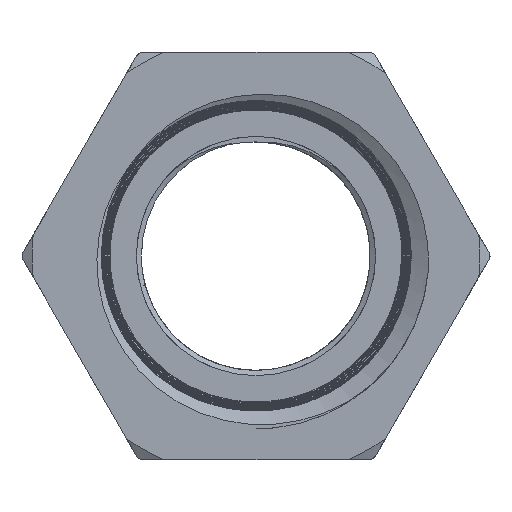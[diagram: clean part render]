
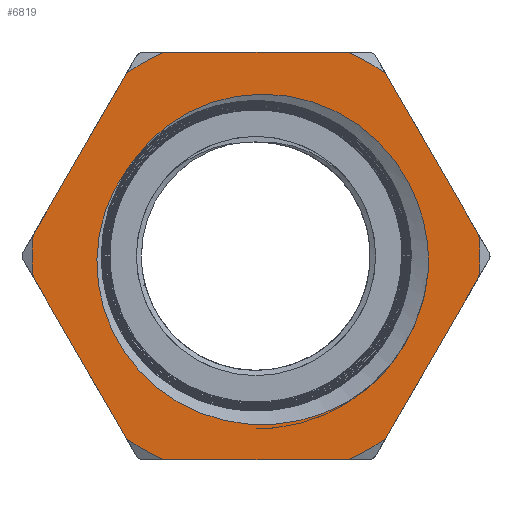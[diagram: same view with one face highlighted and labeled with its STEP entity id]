
A CAD part, left-side view. The second image highlights one B-rep face of the part: STEP entity #6819.
In plain terms, the highlighted planar face has unit normal (-1, 0, 0).
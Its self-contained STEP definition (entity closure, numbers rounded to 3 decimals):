
#659=CARTESIAN_POINT('',(-27.5,0.,0.));
#660=DIRECTION('',(-1.,0.,0.));
#661=DIRECTION('',(0.,-0.996,-0.093));
#662=AXIS2_PLACEMENT_3D('',#659,#660,#661);
#688=CARTESIAN_POINT('',(-27.5,0.,0.));
#689=DIRECTION('',(-1.,0.,0.));
#690=DIRECTION('',(0.,0.996,0.093));
#691=AXIS2_PLACEMENT_3D('',#688,#689,#690);
#811=DIRECTION('',(0.,0.5,-0.866));
#812=VECTOR('',#811,14.59);
#813=CARTESIAN_POINT('',(-27.5,10.122,14.268));
#814=LINE('',#813,#812);
#815=CARTESIAN_POINT('',(-27.5,0.,0.));
#816=DIRECTION('',(1.,0.,0.));
#817=DIRECTION('',(0.,0.579,0.816));
#818=AXIS2_PLACEMENT_3D('',#815,#816,#817);
#820=DIRECTION('',(0.,1.,0.));
#821=VECTOR('',#820,14.59);
#822=CARTESIAN_POINT('',(-27.5,-7.295,15.9));
#823=LINE('',#822,#821);
#824=CARTESIAN_POINT('',(-27.5,0.,0.));
#825=DIRECTION('',(1.,0.,0.));
#826=DIRECTION('',(0.,-0.417,0.909));
#827=AXIS2_PLACEMENT_3D('',#824,#825,#826);
#829=DIRECTION('',(0.,0.5,0.866));
#830=VECTOR('',#829,14.59);
#831=CARTESIAN_POINT('',(-27.5,-17.417,1.632));
#832=LINE('',#831,#830);
#833=DIRECTION('',(0.,-0.5,0.866));
#834=VECTOR('',#833,14.59);
#835=CARTESIAN_POINT('',(-27.5,-10.122,-14.268));
#836=LINE('',#835,#834);
#837=CARTESIAN_POINT('',(-27.5,0.,0.));
#838=DIRECTION('',(1.,0.,0.));
#839=DIRECTION('',(0.,-0.579,-0.816));
#840=AXIS2_PLACEMENT_3D('',#837,#838,#839);
#842=DIRECTION('',(0.,-1.,0.));
#843=VECTOR('',#842,14.59);
#844=CARTESIAN_POINT('',(-27.5,7.295,-15.9));
#845=LINE('',#844,#843);
#846=CARTESIAN_POINT('',(-27.5,0.,0.));
#847=DIRECTION('',(1.,0.,0.));
#848=DIRECTION('',(0.,0.417,-0.909));
#849=AXIS2_PLACEMENT_3D('',#846,#847,#848);
#851=DIRECTION('',(0.,-0.5,-0.866));
#852=VECTOR('',#851,14.59);
#853=CARTESIAN_POINT('',(-27.5,17.417,-1.632));
#854=LINE('',#853,#852);
#855=CARTESIAN_POINT('',(-27.5,9.629,7.401));
#856=CARTESIAN_POINT('',(-27.5,9.246,7.947));
#857=CARTESIAN_POINT('',(-27.5,8.401,8.965));
#858=CARTESIAN_POINT('',(-27.5,6.869,10.293));
#859=CARTESIAN_POINT('',(-27.5,5.143,11.35));
#860=CARTESIAN_POINT('',(-27.5,3.261,12.118));
#861=CARTESIAN_POINT('',(-27.5,1.254,12.573));
#862=CARTESIAN_POINT('',(-27.5,-0.789,12.698));
#863=CARTESIAN_POINT('',(-27.5,-2.865,12.485));
#864=CARTESIAN_POINT('',(-27.5,-4.854,11.946));
#865=CARTESIAN_POINT('',(-27.5,-6.757,11.085));
#866=CARTESIAN_POINT('',(-27.5,-8.508,9.921));
#867=CARTESIAN_POINT('',(-27.5,-10.082,8.455));
#868=CARTESIAN_POINT('',(-27.5,-11.367,6.781));
#869=CARTESIAN_POINT('',(-27.5,-12.277,5.118));
#870=CARTESIAN_POINT('',(-27.5,-12.891,3.519));
#871=CARTESIAN_POINT('',(-27.5,-13.278,1.972));
#872=CARTESIAN_POINT('',(-27.5,-13.478,0.424));
#873=CARTESIAN_POINT('',(-27.5,-13.492,-0.622));
#874=CARTESIAN_POINT('',(-27.5,-13.468,-1.148));
#876=CARTESIAN_POINT('',(-27.5,0.,0.));
#877=DIRECTION('',(1.,0.,0.));
#878=DIRECTION('',(0.,0.834,0.551));
#879=AXIS2_PLACEMENT_3D('',#876,#877,#878);
#881=CARTESIAN_POINT('',(-27.5,-8.804,-10.257));
#882=CARTESIAN_POINT('',(-27.5,-8.245,-10.703));
#883=CARTESIAN_POINT('',(-27.5,-7.074,-11.494));
#884=CARTESIAN_POINT('',(-27.5,-5.164,-12.389));
#885=CARTESIAN_POINT('',(-27.5,-3.129,-12.974));
#886=CARTESIAN_POINT('',(-27.5,-1.049,-13.228));
#887=CARTESIAN_POINT('',(-27.5,1.039,-13.154));
#888=CARTESIAN_POINT('',(-27.5,3.087,-12.75));
#889=CARTESIAN_POINT('',(-27.5,5.021,-12.037));
#890=CARTESIAN_POINT('',(-27.5,6.83,-11.021));
#891=CARTESIAN_POINT('',(-27.5,8.431,-9.75));
#892=CARTESIAN_POINT('',(-27.5,9.815,-8.237));
#893=CARTESIAN_POINT('',(-27.5,10.933,-6.534));
#894=CARTESIAN_POINT('',(-27.5,11.759,-4.691));
#895=CARTESIAN_POINT('',(-27.5,12.283,-2.732));
#896=CARTESIAN_POINT('',(-27.5,12.484,-0.746));
#897=CARTESIAN_POINT('',(-27.5,12.365,1.259));
#898=CARTESIAN_POINT('',(-27.5,11.932,3.194));
#899=CARTESIAN_POINT('',(-27.5,11.194,5.037));
#900=CARTESIAN_POINT('',(-27.5,10.519,6.157));
#901=CARTESIAN_POINT('',(-27.5,10.134,6.693));
#903=CARTESIAN_POINT('',(-27.5,-13.468,-1.148));
#904=CARTESIAN_POINT('',(-27.5,-13.408,-1.852));
#905=CARTESIAN_POINT('',(-27.5,-13.181,-3.231));
#906=CARTESIAN_POINT('',(-27.5,-12.524,-5.228));
#907=CARTESIAN_POINT('',(-27.5,-11.562,-7.107));
#908=CARTESIAN_POINT('',(-27.5,-10.323,-8.81));
#909=CARTESIAN_POINT('',(-27.5,-9.339,-9.798));
#910=CARTESIAN_POINT('',(-27.5,-8.804,-10.257));
#5857=VERTEX_POINT('',#855);
#5858=VERTEX_POINT('',#874);
#5859=VERTEX_POINT('',#910);
#5860=VERTEX_POINT('',#901);
#5949=CARTESIAN_POINT('',(-27.5,10.122,14.268));
#5950=CARTESIAN_POINT('',(-27.5,7.295,15.9));
#5951=VERTEX_POINT('',#5949);
#5952=VERTEX_POINT('',#5950);
#5953=CARTESIAN_POINT('',(-27.5,-7.295,15.9));
#5954=CARTESIAN_POINT('',(-27.5,-10.122,14.268));
#5955=VERTEX_POINT('',#5953);
#5956=VERTEX_POINT('',#5954);
#5957=CARTESIAN_POINT('',(-27.5,-10.122,-14.268));
#5958=CARTESIAN_POINT('',(-27.5,-7.295,-15.9));
#5959=VERTEX_POINT('',#5957);
#5960=VERTEX_POINT('',#5958);
#5961=CARTESIAN_POINT('',(-27.5,7.295,-15.9));
#5962=CARTESIAN_POINT('',(-27.5,10.122,-14.268));
#5963=VERTEX_POINT('',#5961);
#5964=VERTEX_POINT('',#5962);
#5973=CARTESIAN_POINT('',(-27.5,-17.417,-1.632));
#5974=VERTEX_POINT('',#5973);
#5975=CARTESIAN_POINT('',(-27.5,-17.417,1.632));
#5976=VERTEX_POINT('',#5975);
#5977=CARTESIAN_POINT('',(-27.5,17.417,1.632));
#5978=VERTEX_POINT('',#5977);
#5979=CARTESIAN_POINT('',(-27.5,17.417,-1.632));
#5980=VERTEX_POINT('',#5979);
#6790=CARTESIAN_POINT('',(-27.5,0.,0.));
#6791=DIRECTION('',(-1.,0.,0.));
#6792=DIRECTION('',(0.,0.,1.));
#6793=AXIS2_PLACEMENT_3D('',#6790,#6791,#6792);
#6794=PLANE('',#6793);
#6795=ORIENTED_EDGE('',*,*,#6678,.F.);
#6796=ORIENTED_EDGE('',*,*,#6559,.F.);
#6797=ORIENTED_EDGE('',*,*,#6665,.T.);
#6798=ORIENTED_EDGE('',*,*,#6591,.F.);
#6799=ORIENTED_EDGE('',*,*,#6652,.T.);
#6800=ORIENTED_EDGE('',*,*,#6622,.F.);
#6801=ORIENTED_EDGE('',*,*,#6639,.F.);
#6802=ORIENTED_EDGE('',*,*,#6727,.F.);
#6803=ORIENTED_EDGE('',*,*,#6710,.T.);
#6804=ORIENTED_EDGE('',*,*,#6754,.F.);
#6805=ORIENTED_EDGE('',*,*,#6694,.T.);
#6806=ORIENTED_EDGE('',*,*,#6782,.F.);
#6807=EDGE_LOOP('',(#6795,#6796,#6797,#6798,#6799,#6800,#6801,#6802,#6803,#6804,
#6805,#6806));
#6808=FACE_OUTER_BOUND('',#6807,.F.);
#6810=ORIENTED_EDGE('',*,*,#6809,.F.);
#6812=ORIENTED_EDGE('',*,*,#6811,.F.);
#6814=ORIENTED_EDGE('',*,*,#6813,.F.);
#6816=ORIENTED_EDGE('',*,*,#6815,.F.);
#6817=EDGE_LOOP('',(#6810,#6812,#6814,#6816));
#6818=FACE_BOUND('',#6817,.F.);
#663=CIRCLE('',#662,17.494);
#692=CIRCLE('',#691,17.494);
#819=CIRCLE('',#818,17.494);
#828=CIRCLE('',#827,17.494);
#841=CIRCLE('',#840,17.494);
#850=CIRCLE('',#849,17.494);
#875=B_SPLINE_CURVE_WITH_KNOTS('',3,(#855,#856,#857,#858,#859,#860,#861,#862,
#863,#864,#865,#866,#867,#868,#869,#870,#871,#872,#873,#874),.UNSPECIFIED.,.F.,
.F.,(4,1,1,1,1,1,1,1,1,1,1,1,1,1,1,1,1,4),(0.,0.059,
0.118,0.176,0.235,0.294,
0.353,0.412,0.471,0.529,
0.588,0.647,0.706,0.765,
0.824,0.882,0.941,1.),.UNSPECIFIED.);
#880=CIRCLE('',#879,12.145);
#902=B_SPLINE_CURVE_WITH_KNOTS('',3,(#881,#882,#883,#884,#885,#886,#887,#888,
#889,#890,#891,#892,#893,#894,#895,#896,#897,#898,#899,#900,#901),.UNSPECIFIED.,
.F.,.F.,(4,1,1,1,1,1,1,1,1,1,1,1,1,1,1,1,1,1,4),(0.,0.056,
0.111,0.167,0.222,0.278,
0.333,0.389,0.444,0.5,0.556,
0.611,0.667,0.722,0.778,
0.833,0.889,0.944,1.),.UNSPECIFIED.);
#911=B_SPLINE_CURVE_WITH_KNOTS('',3,(#903,#904,#905,#906,#907,#908,#909,#910),
.UNSPECIFIED.,.F.,.F.,(4,1,1,1,1,4),(0.,0.2,0.4,0.6,0.8,1.),
.UNSPECIFIED.);
#6559=EDGE_CURVE('',#5951,#5978,#814,.T.);
#6591=EDGE_CURVE('',#5955,#5952,#823,.T.);
#6622=EDGE_CURVE('',#5976,#5956,#832,.T.);
#6639=EDGE_CURVE('',#5974,#5976,#663,.T.);
#6652=EDGE_CURVE('',#5955,#5956,#828,.T.);
#6665=EDGE_CURVE('',#5951,#5952,#819,.T.);
#6678=EDGE_CURVE('',#5978,#5980,#692,.T.);
#6694=EDGE_CURVE('',#5963,#5964,#850,.T.);
#6710=EDGE_CURVE('',#5959,#5960,#841,.T.);
#6727=EDGE_CURVE('',#5959,#5974,#836,.T.);
#6754=EDGE_CURVE('',#5963,#5960,#845,.T.);
#6782=EDGE_CURVE('',#5980,#5964,#854,.T.);
#6809=EDGE_CURVE('',#5857,#5858,#875,.T.);
#6811=EDGE_CURVE('',#5860,#5857,#880,.T.);
#6813=EDGE_CURVE('',#5859,#5860,#902,.T.);
#6815=EDGE_CURVE('',#5858,#5859,#911,.T.);
#6819=ADVANCED_FACE('',(#6808,#6818),#6794,.T.);
